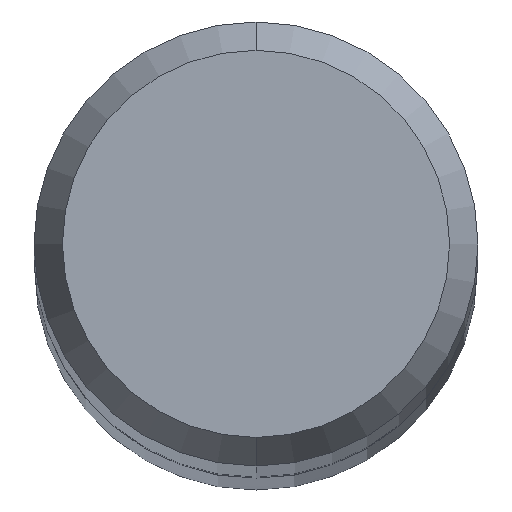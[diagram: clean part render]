
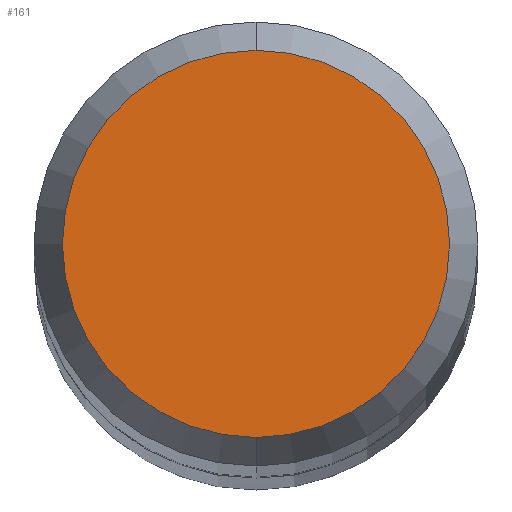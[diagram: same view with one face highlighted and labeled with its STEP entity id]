
A CAD part, top view. The second image highlights one B-rep face of the part: STEP entity #161.
In plain terms, the highlighted planar face has unit normal (0, 0, 1).
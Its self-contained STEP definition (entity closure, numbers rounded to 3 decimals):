
#119=EDGE_CURVE('',#131,#197,#274,.T.);
#131=VERTEX_POINT('',#289);
#161=ADVANCED_FACE('',(#321),#322,.T.);
#193=EDGE_CURVE('',#197,#131,#358,.T.);
#197=VERTEX_POINT('',#362);
#274=CIRCLE('',#442,1.561);
#289=CARTESIAN_POINT('',(0.,-1.561,0.0));
#321=FACE_OUTER_BOUND('',#505,.T.);
#322=PLANE('',#506);
#358=CIRCLE('',#551,1.561);
#362=CARTESIAN_POINT('',(0.0,1.561,0.0));
#442=AXIS2_PLACEMENT_3D('',#641,#642,#643);
#505=EDGE_LOOP('',(#699,#700));
#506=AXIS2_PLACEMENT_3D('',#701,#702,#703);
#551=AXIS2_PLACEMENT_3D('',#745,#746,#747);
#641=CARTESIAN_POINT('',(0.0,0.0,0.0));
#642=DIRECTION('',(0.0,0.0,-1.0));
#643=DIRECTION('',(0.0,1.0,0.0));
#699=ORIENTED_EDGE('',*,*,#193,.F.);
#700=ORIENTED_EDGE('',*,*,#119,.F.);
#701=CARTESIAN_POINT('',(0.0,0.781,0.0));
#702=DIRECTION('',(-0.0,0.0,1.0));
#703=DIRECTION('',(0.0,-1.0,0.0));
#745=CARTESIAN_POINT('',(0.0,0.0,0.0));
#746=DIRECTION('',(0.0,0.0,-1.0));
#747=DIRECTION('',(0.0,1.0,0.0));
